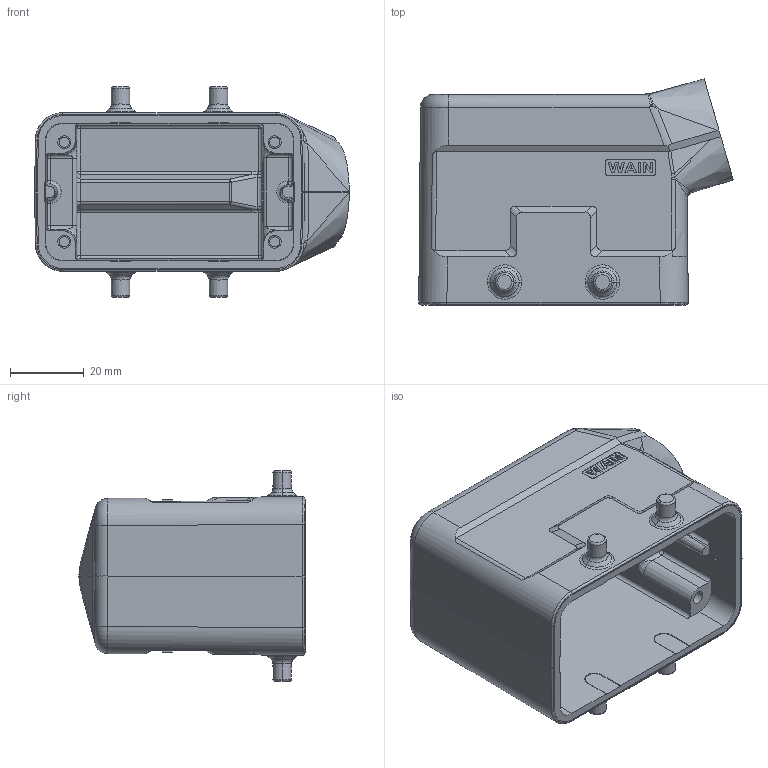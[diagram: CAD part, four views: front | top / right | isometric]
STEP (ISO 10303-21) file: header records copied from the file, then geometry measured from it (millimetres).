
FILE_DESCRIPTION((''),'2;1');
FILE_NAME('W10B-SE','2017-09-20T',('wl.kang'),(''),'PRO/ENGINEER BY PARAMETRIC TECHNOLOGY CORPORATION, 2012480','PRO/ENGINEER BY PARAMETRIC TECHNOLOGY CORPORATION, 2012480','');
FILE_SCHEMA(('AUTOMOTIVE_DESIGN { 1 0 10303 214 1 1 1 1 }'));
Length unit declared in the file: millimetre
Products named in the file (1): W10B-SE
Bounding box: 85.17 x 61.28 x 57 mm (x, y, z)
Volume: 58380.4 mm3; surface area: 30965.3 mm2
Topology: 1 solids, 1 shells, 438 faces, 1079 edges, 668 vertices
Faces by surface type: plane 197, cylinder 107, bspline 81, sphere 20, cone 17, torus 12, extrusion 4
Entity records: 18521 total; most frequent: CARTESIAN_POINT 8607, ORIENTED_EDGE 2154, DIRECTION 1718, EDGE_CURVE 1077, VERTEX_POINT 668, VECTOR 622, LINE 618, AXIS2_PLACEMENT_3D 548
